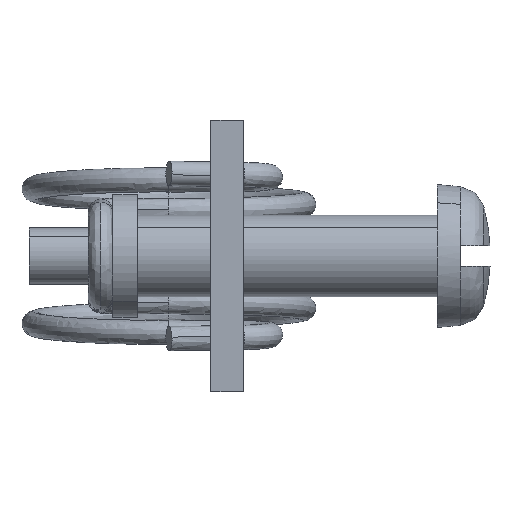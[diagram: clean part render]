
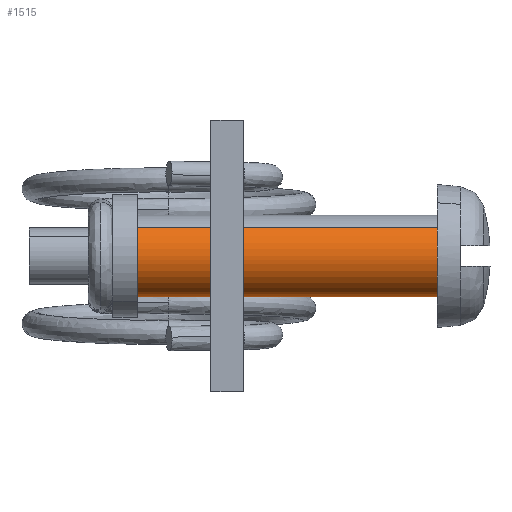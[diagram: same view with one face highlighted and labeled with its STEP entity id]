
A CAD part, top view. The second image highlights one B-rep face of the part: STEP entity #1515.
In plain terms, the highlighted free-form (B-spline) face has degree [2, 1] with [5, 2] control points.
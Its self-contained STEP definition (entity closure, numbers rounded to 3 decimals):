
#1169=CARTESIAN_POINT('',(-14.7,-1.377,-1.451));
#1170=VERTEX_POINT('',#1169);
#1180=CARTESIAN_POINT('',(-14.7,-2.,0.));
#1181=VERTEX_POINT('',#1180);
#1182=CARTESIAN_POINT('',(-14.7,-1.377,-1.451));
#1183=CARTESIAN_POINT('',(-14.7,-1.499,-1.334));
#1184=CARTESIAN_POINT('',(-14.7,-1.666,-1.13));
#1185=CARTESIAN_POINT('',(-14.7,-1.861,-0.763));
#1186=CARTESIAN_POINT('',(-14.7,-1.973,-0.406));
#1187=CARTESIAN_POINT('',(-14.7,-2.,-0.127));
#1188=CARTESIAN_POINT('',(-14.7,-2.,0.));
#1189=B_SPLINE_CURVE_WITH_KNOTS('',3,(#1182,#1183,#1184,#1185,#1186,#1187,#1188),.UNSPECIFIED.,.F.,.U.,(4,1,1,1,4),(0.,0.507,0.786,1.243,1.623),.UNSPECIFIED.);
#1190=EDGE_CURVE('',#1170,#1181,#1189,.T.);
#1192=CARTESIAN_POINT('',(-14.7,0.0,2.0));
#1193=VERTEX_POINT('',#1192);
#1194=CARTESIAN_POINT('',(-14.7,-2.,0.));
#1195=CARTESIAN_POINT('',(-14.7,-2.,0.155));
#1196=CARTESIAN_POINT('',(-14.7,-1.969,0.417));
#1197=CARTESIAN_POINT('',(-14.7,-1.838,0.823));
#1198=CARTESIAN_POINT('',(-14.7,-1.643,1.168));
#1199=CARTESIAN_POINT('',(-14.7,-1.385,1.455));
#1200=CARTESIAN_POINT('',(-14.7,-1.129,1.66));
#1201=CARTESIAN_POINT('',(-14.7,-0.83,1.832));
#1202=CARTESIAN_POINT('',(-14.7,-0.45,1.965));
#1203=CARTESIAN_POINT('',(-14.7,-0.155,2.));
#1204=CARTESIAN_POINT('',(-14.7,0.0,2.0));
#1205=B_SPLINE_CURVE_WITH_KNOTS('',3,(#1194,#1195,#1196,#1197,#1198,#1199,#1200,#1201,#1202,#1203,#1204),.UNSPECIFIED.,.F.,.U.,(4,1,1,1,1,1,1,1,4),(0.,0.466,0.785,1.276,1.644,1.939,2.258,2.675,3.142),.UNSPECIFIED.);
#1206=EDGE_CURVE('',#1181,#1193,#1205,.T.);
#1208=CARTESIAN_POINT('',(-14.7,1.377,1.451));
#1209=VERTEX_POINT('',#1208);
#1210=CARTESIAN_POINT('',(-14.7,0.0,2.0));
#1211=CARTESIAN_POINT('',(-14.7,0.111,2.));
#1212=CARTESIAN_POINT('',(-14.7,0.388,1.977));
#1213=CARTESIAN_POINT('',(-14.7,0.754,1.867));
#1214=CARTESIAN_POINT('',(-14.7,1.104,1.68));
#1215=CARTESIAN_POINT('',(-14.7,1.285,1.538));
#1216=CARTESIAN_POINT('',(-14.7,1.377,1.451));
#1217=B_SPLINE_CURVE_WITH_KNOTS('',3,(#1210,#1211,#1212,#1213,#1214,#1215,#1216),.UNSPECIFIED.,.F.,.U.,(4,1,1,1,4),(0.,0.332,0.83,1.139,1.518),.UNSPECIFIED.);
#1218=EDGE_CURVE('',#1193,#1209,#1217,.T.);
#1396=CARTESIAN_POINT('',(0.,1.377,1.451));
#1397=VERTEX_POINT('',#1396);
#1398=CARTESIAN_POINT('',(0.,1.377,1.451));
#1399=CARTESIAN_POINT('',(-14.7,1.377,1.451));
#1400=QUASI_UNIFORM_CURVE('',1,(#1398,#1399),.UNSPECIFIED.,.F.,.U.);
#1401=EDGE_CURVE('',#1397,#1209,#1400,.T.);
#1430=CARTESIAN_POINT('',(0.,-1.377,-1.451));
#1431=VERTEX_POINT('',#1430);
#1442=CARTESIAN_POINT('',(0.,-1.377,-1.451));
#1443=CARTESIAN_POINT('',(-14.7,-1.377,-1.451));
#1444=QUASI_UNIFORM_CURVE('',1,(#1442,#1443),.UNSPECIFIED.,.F.,.U.);
#1445=EDGE_CURVE('',#1431,#1170,#1444,.T.);
#1452=CARTESIAN_POINT('',(0.368,-1.377,-1.451));
#1453=CARTESIAN_POINT('',(0.368,-2.827,-0.074));
#1454=CARTESIAN_POINT('',(0.368,-1.451,1.377));
#1455=CARTESIAN_POINT('',(0.368,-0.074,2.827));
#1456=CARTESIAN_POINT('',(0.368,1.377,1.451));
#1457=CARTESIAN_POINT('',(-15.077,-1.377,-1.451));
#1458=CARTESIAN_POINT('',(-15.077,-2.827,-0.074));
#1459=CARTESIAN_POINT('',(-15.077,-1.451,1.377));
#1460=CARTESIAN_POINT('',(-15.077,-0.074,2.827));
#1461=CARTESIAN_POINT('',(-15.077,1.377,1.451));
#1469=(BOUNDED_SURFACE()B_SPLINE_SURFACE(2,1,((#1452,#1457),(#1453,#1458),(#1454,#1459),(#1455,#1460),(#1456,#1461)),.UNSPECIFIED.,.F.,.F.,.U.)B_SPLINE_SURFACE_WITH_KNOTS((3,2,3),(2,2),(0.0,3.314,6.627),(0.0,15.444),.UNSPECIFIED.)GEOMETRIC_REPRESENTATION_ITEM()RATIONAL_B_SPLINE_SURFACE(((1.0,1.0),(0.707,0.707),(1.0,1.0),(0.707,0.707),(1.0,1.0)))REPRESENTATION_ITEM('')SURFACE());
#1470=ORIENTED_EDGE('',*,*,#1218,.F.);
#1471=ORIENTED_EDGE('',*,*,#1206,.F.);
#1472=ORIENTED_EDGE('',*,*,#1190,.F.);
#1473=ORIENTED_EDGE('',*,*,#1445,.F.);
#1474=CARTESIAN_POINT('',(0.,-2.,0.));
#1475=VERTEX_POINT('',#1474);
#1476=CARTESIAN_POINT('',(0.,-1.377,-1.451));
#1477=CARTESIAN_POINT('',(0.,-1.469,-1.363));
#1478=CARTESIAN_POINT('',(0.,-1.642,-1.165));
#1479=CARTESIAN_POINT('',(0.,-1.84,-0.818));
#1480=CARTESIAN_POINT('',(0.,-1.97,-0.423));
#1481=CARTESIAN_POINT('',(0.,-2.,-0.144));
#1482=CARTESIAN_POINT('',(0.,-2.,0.));
#1483=B_SPLINE_CURVE_WITH_KNOTS('',3,(#1476,#1477,#1478,#1479,#1480,#1481,#1482),.UNSPECIFIED.,.F.,.U.,(4,1,1,1,4),(0.,0.38,0.786,1.192,1.623),.UNSPECIFIED.);
#1484=EDGE_CURVE('',#1431,#1475,#1483,.T.);
#1485=ORIENTED_EDGE('',*,*,#1484,.T.);
#1486=CARTESIAN_POINT('',(0.,0.0,2.0));
#1487=VERTEX_POINT('',#1486);
#1488=CARTESIAN_POINT('',(0.,-2.,0.));
#1489=CARTESIAN_POINT('',(0.,-2.,0.155));
#1490=CARTESIAN_POINT('',(0.,-1.969,0.417));
#1491=CARTESIAN_POINT('',(0.,-1.838,0.823));
#1492=CARTESIAN_POINT('',(0.,-1.643,1.168));
#1493=CARTESIAN_POINT('',(0.,-1.385,1.455));
#1494=CARTESIAN_POINT('',(0.,-1.129,1.66));
#1495=CARTESIAN_POINT('',(0.,-0.83,1.832));
#1496=CARTESIAN_POINT('',(0.,-0.45,1.965));
#1497=CARTESIAN_POINT('',(0.,-0.155,2.));
#1498=CARTESIAN_POINT('',(0.,0.0,2.0));
#1499=B_SPLINE_CURVE_WITH_KNOTS('',3,(#1488,#1489,#1490,#1491,#1492,#1493,#1494,#1495,#1496,#1497,#1498),.UNSPECIFIED.,.F.,.U.,(4,1,1,1,1,1,1,1,4),(0.,0.466,0.785,1.276,1.644,1.939,2.258,2.675,3.142),.UNSPECIFIED.);
#1500=EDGE_CURVE('',#1475,#1487,#1499,.T.);
#1501=ORIENTED_EDGE('',*,*,#1500,.T.);
#1502=CARTESIAN_POINT('',(0.,0.0,2.0));
#1503=CARTESIAN_POINT('',(0.,0.127,2.));
#1504=CARTESIAN_POINT('',(0.,0.388,1.975));
#1505=CARTESIAN_POINT('',(0.,0.753,1.866));
#1506=CARTESIAN_POINT('',(0.,1.091,1.69));
#1507=CARTESIAN_POINT('',(0.,1.285,1.538));
#1508=CARTESIAN_POINT('',(0.,1.377,1.451));
#1509=B_SPLINE_CURVE_WITH_KNOTS('',3,(#1502,#1503,#1504,#1505,#1506,#1507,#1508),.UNSPECIFIED.,.F.,.U.,(4,1,1,1,4),(0.,0.38,0.783,1.139,1.518),.UNSPECIFIED.);
#1510=EDGE_CURVE('',#1487,#1397,#1509,.T.);
#1511=ORIENTED_EDGE('',*,*,#1510,.T.);
#1512=ORIENTED_EDGE('',*,*,#1401,.T.);
#1513=EDGE_LOOP('',(#1470,#1471,#1472,#1473,#1485,#1501,#1511,#1512));
#1514=FACE_OUTER_BOUND('',#1513,.T.);
#1515=ADVANCED_FACE('',(#1514),#1469,.T.);
